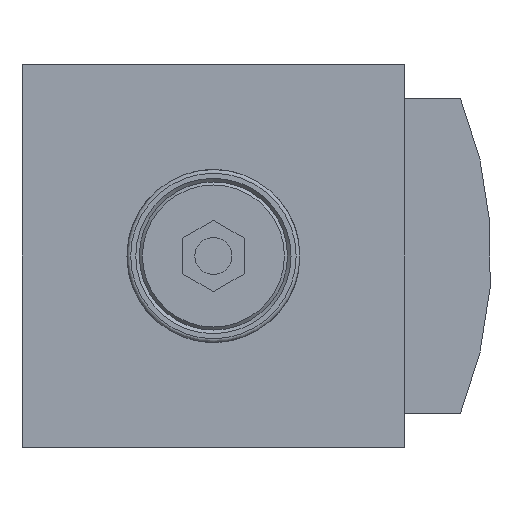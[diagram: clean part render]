
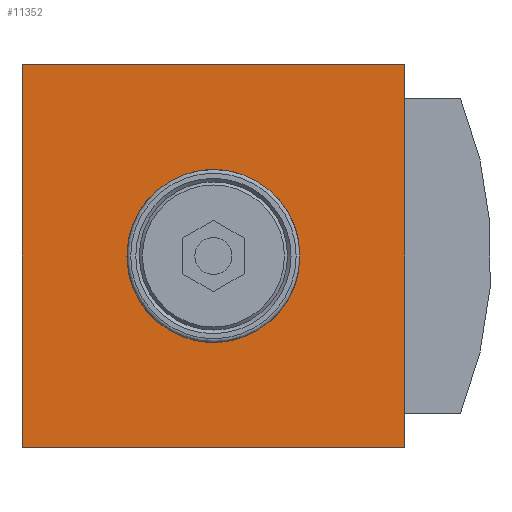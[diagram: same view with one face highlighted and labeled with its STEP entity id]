
A CAD part, front view. The second image highlights one B-rep face of the part: STEP entity #11352.
In plain terms, the highlighted planar face has unit normal (0, -1, 0).
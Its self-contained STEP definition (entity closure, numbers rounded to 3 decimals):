
#151=PLANE('',#11907);
#633=LINE('',#15617,#1432);
#641=LINE('',#15632,#1440);
#657=LINE('',#15662,#1456);
#697=LINE('',#15753,#1496);
#1432=VECTOR('',#12997,1000.);
#1440=VECTOR('',#13007,1000.);
#1456=VECTOR('',#13025,1000.);
#1496=VECTOR('',#13103,1000.);
#2035=CIRCLE('',#11908,10.478);
#2862=ORIENTED_EDGE('',*,*,#5104,.F.);
#2863=ORIENTED_EDGE('',*,*,#5020,.F.);
#2864=ORIENTED_EDGE('',*,*,#5012,.F.);
#2865=ORIENTED_EDGE('',*,*,#5036,.F.);
#2866=ORIENTED_EDGE('',*,*,#5085,.F.);
#5012=EDGE_CURVE('',#6159,#6160,#633,.T.);
#5020=EDGE_CURVE('',#6160,#6166,#641,.T.);
#5036=EDGE_CURVE('',#6178,#6159,#657,.T.);
#5085=EDGE_CURVE('',#6166,#6178,#697,.T.);
#5104=EDGE_CURVE('',#6220,#6220,#2035,.T.);
#6159=VERTEX_POINT('',#15616);
#6160=VERTEX_POINT('',#15618);
#6166=VERTEX_POINT('',#15633);
#6178=VERTEX_POINT('',#15661);
#6220=VERTEX_POINT('',#15792);
#6938=EDGE_LOOP('',(#2862));
#6939=EDGE_LOOP('',(#2863,#2864,#2865,#2866));
#7473=FACE_BOUND('',#6938,.T.);
#7474=FACE_BOUND('',#6939,.T.);
#11352=ADVANCED_FACE('',(#7473,#7474),#151,.F.);
#11907=AXIS2_PLACEMENT_3D('',#15790,#13145,#13146);
#11908=AXIS2_PLACEMENT_3D('',#15791,#13147,#13148);
#12997=DIRECTION('',(-1.,0.,0.));
#13007=DIRECTION('',(0.,0.,1.));
#13025=DIRECTION('',(0.,0.,-1.));
#13103=DIRECTION('',(1.,0.,0.));
#13145=DIRECTION('',(0.,1.,0.));
#13146=DIRECTION('',(0.,0.,1.));
#13147=DIRECTION('',(0.,-1.,0.));
#13148=DIRECTION('',(0.,0.,-1.));
#15616=CARTESIAN_POINT('',(31.,-45.,-31.));
#15617=CARTESIAN_POINT('',(31.,-45.,-31.));
#15618=CARTESIAN_POINT('',(-31.,-45.,-31.));
#15632=CARTESIAN_POINT('',(-31.,-45.,-31.));
#15633=CARTESIAN_POINT('',(-31.,-45.,31.));
#15661=CARTESIAN_POINT('',(31.,-45.,31.));
#15662=CARTESIAN_POINT('',(31.,-45.,31.));
#15753=CARTESIAN_POINT('',(-31.,-45.,31.));
#15790=CARTESIAN_POINT('',(0.,-45.,0.));
#15791=CARTESIAN_POINT('',(0.,-45.,0.));
#15792=CARTESIAN_POINT('',(0.,-45.,-10.478));
